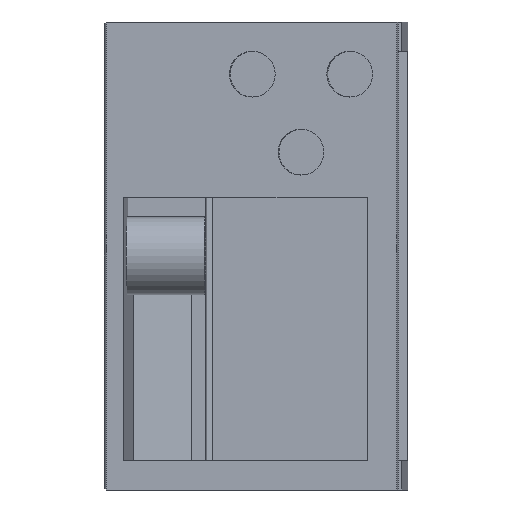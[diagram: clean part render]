
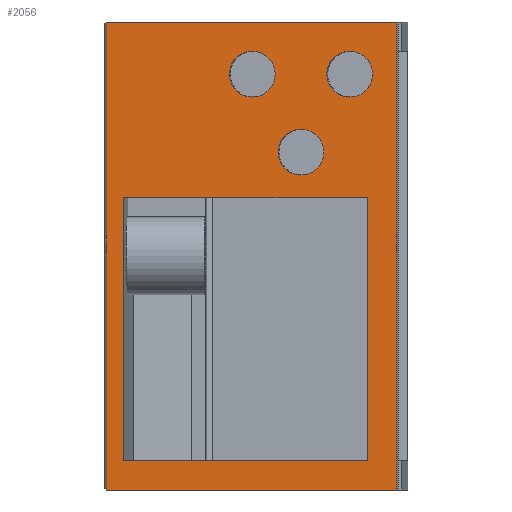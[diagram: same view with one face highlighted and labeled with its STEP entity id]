
A CAD part, front view. The second image highlights one B-rep face of the part: STEP entity #2056.
In plain terms, the highlighted planar face has unit normal (-0.018, -1, 0).
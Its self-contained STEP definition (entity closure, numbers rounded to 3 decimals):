
#102 = AXIS2_PLACEMENT_3D ( 'NONE', #3655, #421, #2653 ) ;
#112 = DIRECTION ( 'NONE',  ( -0.017, -1., 0. ) ) ;
#119 = CARTESIAN_POINT ( 'NONE',  ( 543.043, -271.196, 0. ) ) ;
#137 = DIRECTION ( 'NONE',  ( -0.017, -1., 0. ) ) ;
#156 = LINE ( 'NONE', #798, #975 ) ;
#240 = VECTOR ( 'NONE', #2638, 1000. ) ;
#263 = CARTESIAN_POINT ( 'NONE',  ( 538.243, -271.112, 42.65 ) ) ;
#343 = CARTESIAN_POINT ( 'NONE',  ( 515.047, -270.707, 3. ) ) ;
#411 = EDGE_CURVE ( 'NONE', #1879, #3578, #1880, .T. ) ;
#421 = DIRECTION ( 'NONE',  ( -0.017, -1., 0. ) ) ;
#489 = DIRECTION ( 'NONE',  ( 0., 0., 1. ) ) ;
#612 = EDGE_LOOP ( 'NONE', ( #854, #2476, #1946, #2024 ) ) ;
#643 = CARTESIAN_POINT ( 'NONE',  ( 528.245, -270.938, 42.65 ) ) ;
#666 = VERTEX_POINT ( 'NONE', #1647 ) ;
#685 = CARTESIAN_POINT ( 'NONE',  ( 1056.507, -280.159, 0. ) ) ;
#719 = DIRECTION ( 'NONE',  ( -1., 0.017, 0. ) ) ;
#733 = DIRECTION ( 'NONE',  ( 0., 0., -1. ) ) ;
#797 = DIRECTION ( 'NONE',  ( 0., 0., 1. ) ) ;
#798 = CARTESIAN_POINT ( 'NONE',  ( 540.043, -271.144, 3. ) ) ;
#815 = VERTEX_POINT ( 'NONE', #119 ) ;
#850 = VERTEX_POINT ( 'NONE', #2000 ) ;
#854 = ORIENTED_EDGE ( 'NONE', *, *, #2156, .F. ) ;
#859 = CARTESIAN_POINT ( 'NONE',  ( 540.043, -271.144, 30. ) ) ;
#898 = EDGE_CURVE ( 'NONE', #2551, #1727, #2741, .T. ) ;
#975 = VECTOR ( 'NONE', #3503, 1000. ) ;
#990 = CARTESIAN_POINT ( 'NONE',  ( 540.043, -271.144, 30. ) ) ;
#1057 = FACE_OUTER_BOUND ( 'NONE', #2712, .T. ) ;
#1080 = DIRECTION ( 'NONE',  ( 0.017, 1., 0. ) ) ;
#1112 = EDGE_LOOP ( 'NONE', ( #2150, #3747 ) ) ;
#1139 = DIRECTION ( 'NONE',  ( 0., 0., 1. ) ) ;
#1140 = AXIS2_PLACEMENT_3D ( 'NONE', #2120, #1192, #489 ) ;
#1177 = ORIENTED_EDGE ( 'NONE', *, *, #2693, .T. ) ;
#1192 = DIRECTION ( 'NONE',  ( -0.017, -1., 0. ) ) ;
#1255 = ORIENTED_EDGE ( 'NONE', *, *, #898, .F. ) ;
#1283 = EDGE_CURVE ( 'NONE', #666, #3260, #1406, .T. ) ;
#1287 = EDGE_LOOP ( 'NONE', ( #1255, #1830 ) ) ;
#1293 = CARTESIAN_POINT ( 'NONE',  ( 543.043, -271.196, 48. ) ) ;
#1298 = EDGE_CURVE ( 'NONE', #3015, #815, #1338, .T. ) ;
#1338 = LINE ( 'NONE', #3263, #1427 ) ;
#1375 = CARTESIAN_POINT ( 'NONE',  ( 533.244, -271.025, 32.3 ) ) ;
#1379 = VERTEX_POINT ( 'NONE', #3630 ) ;
#1382 = VECTOR ( 'NONE', #719, 1000. ) ;
#1388 = FACE_BOUND ( 'NONE', #612, .T. ) ;
#1406 = LINE ( 'NONE', #343, #3846 ) ;
#1411 = FACE_BOUND ( 'NONE', #1112, .T. ) ;
#1427 = VECTOR ( 'NONE', #2047, 1000. ) ;
#1464 = VERTEX_POINT ( 'NONE', #1787 ) ;
#1513 = VECTOR ( 'NONE', #3244, 1000. ) ;
#1615 = CARTESIAN_POINT ( 'NONE',  ( 528.245, -270.938, 45. ) ) ;
#1618 = DIRECTION ( 'NONE',  ( 0., 0., 1. ) ) ;
#1620 = DIRECTION ( 'NONE',  ( 0., 0., 1. ) ) ;
#1627 = LINE ( 'NONE', #2963, #240 ) ;
#1635 = CIRCLE ( 'NONE', #2052, 2.35 ) ;
#1647 = CARTESIAN_POINT ( 'NONE',  ( 515.047, -270.707, 3. ) ) ;
#1677 = LINE ( 'NONE', #3303, #3616 ) ;
#1690 = FACE_BOUND ( 'NONE', #1287, .T. ) ;
#1714 = FACE_BOUND ( 'NONE', #1907, .T. ) ;
#1727 = VERTEX_POINT ( 'NONE', #1375 ) ;
#1787 = CARTESIAN_POINT ( 'NONE',  ( 513.247, -270.676, 48. ) ) ;
#1830 = ORIENTED_EDGE ( 'NONE', *, *, #3925, .F. ) ;
#1879 = VERTEX_POINT ( 'NONE', #1615 ) ;
#1880 = CIRCLE ( 'NONE', #1140, 2.35 ) ;
#1907 = EDGE_LOOP ( 'NONE', ( #2247, #2816 ) ) ;
#1919 = AXIS2_PLACEMENT_3D ( 'NONE', #643, #1936, #1618 ) ;
#1936 = DIRECTION ( 'NONE',  ( -0.017, -1., 0. ) ) ;
#1946 = ORIENTED_EDGE ( 'NONE', *, *, #2859, .F. ) ;
#1979 = DIRECTION ( 'NONE',  ( 0., 0., 1. ) ) ;
#1985 = CARTESIAN_POINT ( 'NONE',  ( 538.243, -271.112, 45. ) ) ;
#2000 = CARTESIAN_POINT ( 'NONE',  ( 538.243, -271.112, 40.3 ) ) ;
#2024 = ORIENTED_EDGE ( 'NONE', *, *, #3743, .F. ) ;
#2047 = DIRECTION ( 'NONE',  ( 1., -0.017, 0. ) ) ;
#2052 = AXIS2_PLACEMENT_3D ( 'NONE', #263, #2843, #1620 ) ;
#2056 = ADVANCED_FACE ( 'NONE', ( #1411, #1714, #1690, #1057, #1388 ), #2651, .F. ) ;
#2120 = CARTESIAN_POINT ( 'NONE',  ( 528.245, -270.938, 42.65 ) ) ;
#2135 = CIRCLE ( 'NONE', #102, 2.35 ) ;
#2150 = ORIENTED_EDGE ( 'NONE', *, *, #4029, .F. ) ;
#2156 = EDGE_CURVE ( 'NONE', #3260, #3599, #156, .T. ) ;
#2238 = LINE ( 'NONE', #4168, #1382 ) ;
#2247 = ORIENTED_EDGE ( 'NONE', *, *, #411, .F. ) ;
#2332 = EDGE_CURVE ( 'NONE', #1379, #1464, #2238, .T. ) ;
#2476 = ORIENTED_EDGE ( 'NONE', *, *, #1283, .F. ) ;
#2551 = VERTEX_POINT ( 'NONE', #2844 ) ;
#2568 = CIRCLE ( 'NONE', #3450, 2.35 ) ;
#2638 = DIRECTION ( 'NONE',  ( 0., 0., -1. ) ) ;
#2651 = PLANE ( 'NONE',  #3004 ) ;
#2653 = DIRECTION ( 'NONE',  ( 0., 0., 1. ) ) ;
#2693 = EDGE_CURVE ( 'NONE', #815, #1379, #3175, .T. ) ;
#2712 = EDGE_LOOP ( 'NONE', ( #4002, #3892, #4084, #1177 ) ) ;
#2741 = CIRCLE ( 'NONE', #3076, 2.35 ) ;
#2816 = ORIENTED_EDGE ( 'NONE', *, *, #3715, .F. ) ;
#2843 = DIRECTION ( 'NONE',  ( -0.017, -1., 0. ) ) ;
#2844 = CARTESIAN_POINT ( 'NONE',  ( 533.244, -271.025, 37. ) ) ;
#2846 = EDGE_CURVE ( 'NONE', #1464, #3015, #1677, .T. ) ;
#2859 = EDGE_CURVE ( 'NONE', #3961, #666, #1627, .T. ) ;
#2866 = CARTESIAN_POINT ( 'NONE',  ( 540.043, -271.144, 3. ) ) ;
#2886 = VERTEX_POINT ( 'NONE', #1985 ) ;
#2963 = CARTESIAN_POINT ( 'NONE',  ( 515.047, -270.707, 30. ) ) ;
#3004 = AXIS2_PLACEMENT_3D ( 'NONE', #685, #1080, #733 ) ;
#3015 = VERTEX_POINT ( 'NONE', #3681 ) ;
#3027 = CARTESIAN_POINT ( 'NONE',  ( 515.047, -270.707, 30. ) ) ;
#3034 = CARTESIAN_POINT ( 'NONE',  ( 533.244, -271.025, 34.65 ) ) ;
#3065 = CARTESIAN_POINT ( 'NONE',  ( 533.244, -271.025, 34.65 ) ) ;
#3076 = AXIS2_PLACEMENT_3D ( 'NONE', #3034, #137, #797 ) ;
#3175 = LINE ( 'NONE', #1293, #3807 ) ;
#3208 = DIRECTION ( 'NONE',  ( 0., 0., -1. ) ) ;
#3244 = DIRECTION ( 'NONE',  ( -1., 0.017, 0. ) ) ;
#3260 = VERTEX_POINT ( 'NONE', #2866 ) ;
#3263 = CARTESIAN_POINT ( 'NONE',  ( 543.043, -271.196, 0. ) ) ;
#3303 = CARTESIAN_POINT ( 'NONE',  ( 513.247, -270.676, 0. ) ) ;
#3349 = CIRCLE ( 'NONE', #1919, 2.35 ) ;
#3450 = AXIS2_PLACEMENT_3D ( 'NONE', #3065, #112, #1139 ) ;
#3503 = DIRECTION ( 'NONE',  ( 0., 0., 1. ) ) ;
#3578 = VERTEX_POINT ( 'NONE', #3754 ) ;
#3599 = VERTEX_POINT ( 'NONE', #859 ) ;
#3616 = VECTOR ( 'NONE', #3208, 1000. ) ;
#3630 = CARTESIAN_POINT ( 'NONE',  ( 543.043, -271.196, 48. ) ) ;
#3649 = DIRECTION ( 'NONE',  ( 1., -0.017, 0. ) ) ;
#3655 = CARTESIAN_POINT ( 'NONE',  ( 538.243, -271.112, 42.65 ) ) ;
#3681 = CARTESIAN_POINT ( 'NONE',  ( 513.247, -270.676, 0. ) ) ;
#3715 = EDGE_CURVE ( 'NONE', #3578, #1879, #3349, .T. ) ;
#3743 = EDGE_CURVE ( 'NONE', #3599, #3961, #4139, .T. ) ;
#3747 = ORIENTED_EDGE ( 'NONE', *, *, #3828, .F. ) ;
#3754 = CARTESIAN_POINT ( 'NONE',  ( 528.245, -270.938, 40.3 ) ) ;
#3807 = VECTOR ( 'NONE', #1979, 1000. ) ;
#3828 = EDGE_CURVE ( 'NONE', #850, #2886, #2135, .T. ) ;
#3846 = VECTOR ( 'NONE', #3649, 1000. ) ;
#3892 = ORIENTED_EDGE ( 'NONE', *, *, #2846, .T. ) ;
#3925 = EDGE_CURVE ( 'NONE', #1727, #2551, #2568, .T. ) ;
#3961 = VERTEX_POINT ( 'NONE', #3027 ) ;
#4002 = ORIENTED_EDGE ( 'NONE', *, *, #2332, .T. ) ;
#4029 = EDGE_CURVE ( 'NONE', #2886, #850, #1635, .T. ) ;
#4084 = ORIENTED_EDGE ( 'NONE', *, *, #1298, .T. ) ;
#4139 = LINE ( 'NONE', #990, #1513 ) ;
#4168 = CARTESIAN_POINT ( 'NONE',  ( 513.047, -270.672, 48. ) ) ;
